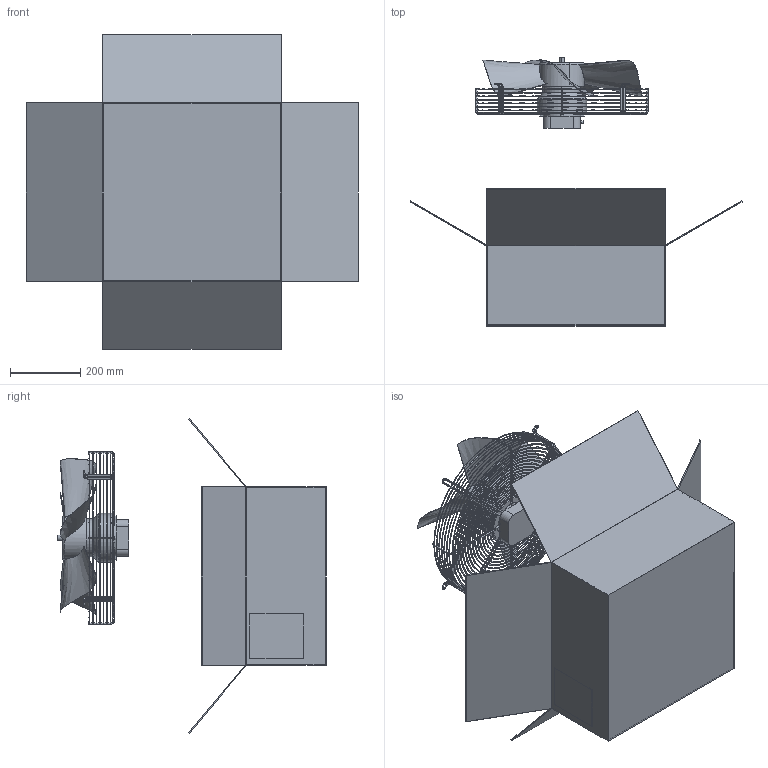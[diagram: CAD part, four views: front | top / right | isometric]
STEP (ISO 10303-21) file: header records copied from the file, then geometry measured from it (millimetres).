
FILE_DESCRIPTION (( 'STEP AP203' ), '1' );
FILE_NAME ('119-4526.STEP', '2024-11-28T22:28:20', ( '' ), ( '' ), 'SwSTEP 2.0', 'SolidWorks 2022', '' );
FILE_SCHEMA (( 'CONFIG_CONTROL_DESIGN' ));
Length unit declared in the file: millimetre
Products named in the file (7): 0ZZ0267B_BOX_01_OPEN BOX; 119-8254; 8zz0003b-flat_draft01; 119-8254_fan_grill; 119-8254_fan_blade; 119-8254_fan_motor; 119-4526
Assembly tree (7 placements, depth 3):
  119-4526
    0ZZ0267B_BOX_01_OPEN BOX
    119-8254
      119-8254_fan_motor
      119-8254_fan_grill
      119-8254_fan_blade
    8zz0003b-flat_draft01  x2
Bounding box: 942.51 x 761.53 x 892.95 mm (x, y, z)
Volume: 6347486.7 mm3; surface area: 3207829.4 mm2
Topology: 27 solids, 27 shells, 393 faces, 1103 edges, 682 vertices
Faces by surface type: torus 154, plane 108, cylinder 97, bspline 32, cone 2
Entity records: 21784 total; most frequent: CARTESIAN_POINT 11001, ORIENTED_EDGE 2182, DIRECTION 2145, EDGE_CURVE 1091, AXIS2_PLACEMENT_3D 916, VERTEX_POINT 674, CIRCLE 550, EDGE_LOOP 399
